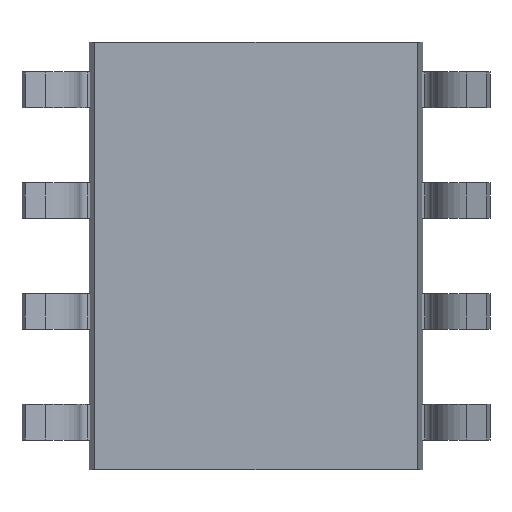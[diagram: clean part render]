
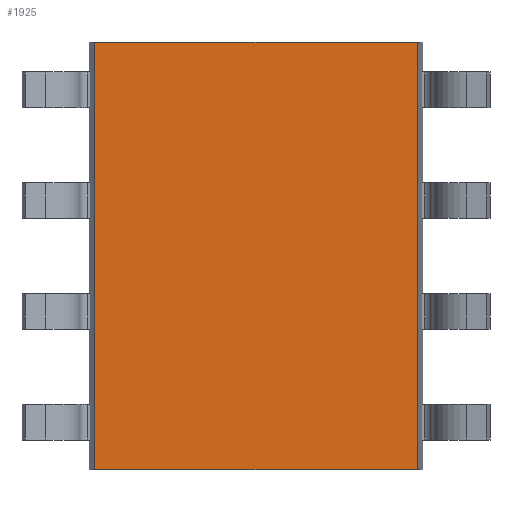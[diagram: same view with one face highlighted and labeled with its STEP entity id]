
A CAD part, front view. The second image highlights one B-rep face of the part: STEP entity #1925.
In plain terms, the highlighted planar face has unit normal (0, -1, 0).
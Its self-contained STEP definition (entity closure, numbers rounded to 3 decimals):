
#132=FACE_OUTER_BOUND('',#246,.T.);
#246=EDGE_LOOP('',(#1277,#1278,#1279,#1280));
#361=LINE('',#2827,#580);
#364=LINE('',#2833,#583);
#365=LINE('',#2835,#584);
#366=LINE('',#2836,#585);
#580=VECTOR('',#2245,10.);
#583=VECTOR('',#2250,10.);
#584=VECTOR('',#2251,10.);
#585=VECTOR('',#2252,10.);
#799=VERTEX_POINT('',#2824);
#800=VERTEX_POINT('',#2826);
#802=VERTEX_POINT('',#2832);
#803=VERTEX_POINT('',#2834);
#989=EDGE_CURVE('',#799,#800,#361,.T.);
#992=EDGE_CURVE('',#799,#802,#364,.T.);
#993=EDGE_CURVE('',#803,#802,#365,.T.);
#994=EDGE_CURVE('',#803,#800,#366,.T.);
#1277=ORIENTED_EDGE('',*,*,#989,.F.);
#1278=ORIENTED_EDGE('',*,*,#992,.T.);
#1279=ORIENTED_EDGE('',*,*,#993,.F.);
#1280=ORIENTED_EDGE('',*,*,#994,.T.);
#1844=PLANE('',#2061);
#1925=ADVANCED_FACE('',(#132),#1844,.F.);
#2061=AXIS2_PLACEMENT_3D('',#2831,#2248,#2249);
#2245=DIRECTION('',(0.,0.,1.));
#2248=DIRECTION('center_axis',(0.,1.,0.));
#2249=DIRECTION('ref_axis',(1.,0.,0.));
#2250=DIRECTION('',(1.,0.,0.));
#2251=DIRECTION('',(0.,0.,-1.));
#2252=DIRECTION('',(-1.,0.,0.));
#2824=CARTESIAN_POINT('',(-1.85,0.124,-2.45));
#2826=CARTESIAN_POINT('',(-1.85,0.124,2.45));
#2827=CARTESIAN_POINT('',(-1.85,0.124,-1.225));
#2831=CARTESIAN_POINT('Origin',(0.,0.124,0.));
#2832=CARTESIAN_POINT('',(1.85,0.124,-2.45));
#2833=CARTESIAN_POINT('',(-1.95,0.124,-2.45));
#2834=CARTESIAN_POINT('',(1.85,0.124,2.45));
#2835=CARTESIAN_POINT('',(1.85,0.124,1.225));
#2836=CARTESIAN_POINT('',(1.95,0.124,2.45));
